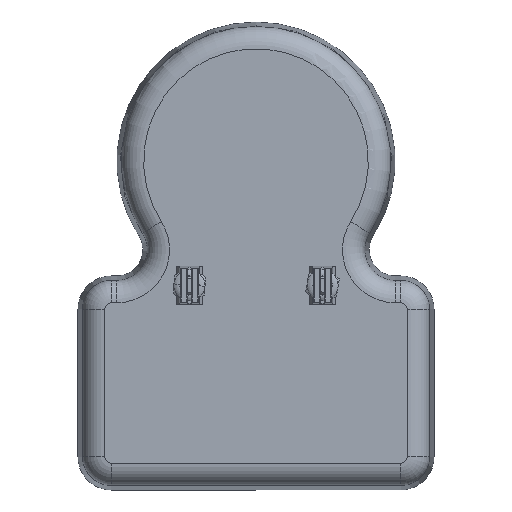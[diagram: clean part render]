
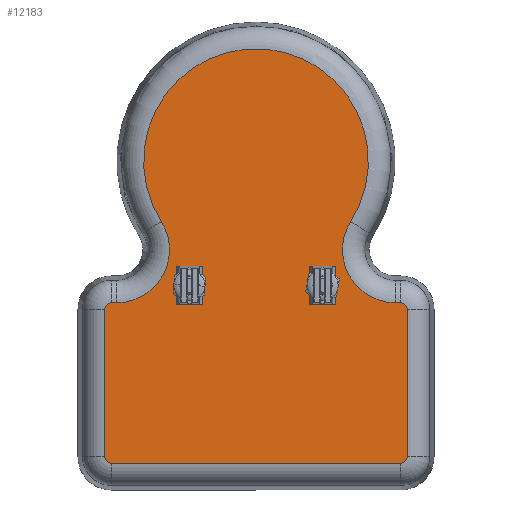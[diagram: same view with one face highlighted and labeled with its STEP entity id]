
A CAD part, front view. The second image highlights one B-rep face of the part: STEP entity #12183.
In plain terms, the highlighted planar face has unit normal (0, -1, 0).
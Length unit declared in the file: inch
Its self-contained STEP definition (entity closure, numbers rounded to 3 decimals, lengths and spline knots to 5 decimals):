
#13 = VECTOR ( 'NONE', #11758, 39.37008 ) ;
#144 = VERTEX_POINT ( 'NONE', #3884 ) ;
#175 = ORIENTED_EDGE ( 'NONE', *, *, #3450, .T. ) ;
#241 = EDGE_LOOP ( 'NONE', ( #9600, #3092 ) ) ;
#360 = EDGE_CURVE ( 'NONE', #11695, #10193, #9956, .T. ) ;
#405 = CARTESIAN_POINT ( 'NONE',  ( -2.0375, 0., -4.1625 ) ) ;
#744 = CARTESIAN_POINT ( 'NONE',  ( 2.0375, 0., -4.25541 ) ) ;
#862 = CIRCLE ( 'NONE', #16372, 0.09291 ) ;
#871 = VECTOR ( 'NONE', #6603, 39.37008 ) ;
#909 = DIRECTION ( 'NONE',  ( 0., 0., -1. ) ) ;
#1022 = PLANE ( 'NONE',  #3521 ) ;
#1126 = VERTEX_POINT ( 'NONE', #14990 ) ;
#1169 = LINE ( 'NONE', #13958, #7878 ) ;
#1251 = CIRCLE ( 'NONE', #11107, 0.74459 ) ;
#1288 = CARTESIAN_POINT ( 'NONE',  ( 0.9375, 0., -1.88 ) ) ;
#1354 = AXIS2_PLACEMENT_3D ( 'NONE', #4130, #13012, #5385 ) ;
#1658 = VERTEX_POINT ( 'NONE', #11442 ) ;
#1683 = DIRECTION ( 'NONE',  ( 0., 0., -1. ) ) ;
#1732 = EDGE_CURVE ( 'NONE', #144, #11369, #6339, .T. ) ;
#1835 = CIRCLE ( 'NONE', #10100, 0.13 ) ;
#2013 = CARTESIAN_POINT ( 'NONE',  ( -2.0375, 0., -4.25541 ) ) ;
#2108 = CARTESIAN_POINT ( 'NONE',  ( 2.0375, 0., -4.25541 ) ) ;
#2254 = DIRECTION ( 'NONE',  ( 0., 0., 1. ) ) ;
#2299 = DIRECTION ( 'NONE',  ( 0., 0., -1. ) ) ;
#2565 = DIRECTION ( 'NONE',  ( 0., -1., 0. ) ) ;
#2568 = ORIENTED_EDGE ( 'NONE', *, *, #6882, .T. ) ;
#2886 = DIRECTION ( 'NONE',  ( 0., 0., -1. ) ) ;
#2894 = CARTESIAN_POINT ( 'NONE',  ( -0.9375, 0., -1.75 ) ) ;
#3029 = VECTOR ( 'NONE', #13784, 39.37008 ) ;
#3040 = VERTEX_POINT ( 'NONE', #4510 ) ;
#3092 = ORIENTED_EDGE ( 'NONE', *, *, #3677, .T. ) ;
#3450 = EDGE_CURVE ( 'NONE', #5179, #15198, #8384, .T. ) ;
#3506 = ORIENTED_EDGE ( 'NONE', *, *, #360, .T. ) ;
#3516 = CARTESIAN_POINT ( 'NONE',  ( 0.9375, 0., -1.75 ) ) ;
#3521 = AXIS2_PLACEMENT_3D ( 'NONE', #13670, #9898, #2299 ) ;
#3523 = EDGE_CURVE ( 'NONE', #6203, #5573, #862, .T. ) ;
#3637 = CARTESIAN_POINT ( 'NONE',  ( 2.0375, 0., -1.99459 ) ) ;
#3677 = EDGE_CURVE ( 'NONE', #1658, #5640, #1835, .T. ) ;
#3748 = CARTESIAN_POINT ( 'NONE',  ( -2.0375, 0., -1.99459 ) ) ;
#3779 = CARTESIAN_POINT ( 'NONE',  ( -0.9375, 0., -1.75 ) ) ;
#3884 = CARTESIAN_POINT ( 'NONE',  ( 0.9375, 0., -1.62 ) ) ;
#4053 = EDGE_LOOP ( 'NONE', ( #2568, #13808, #8334, #15994, #10770, #14270, #13714, #175, #6676, #14570, #3506, #13437 ) ) ;
#4130 = CARTESIAN_POINT ( 'NONE',  ( 0.9375, 0., -1.75 ) ) ;
#4153 = CARTESIAN_POINT ( 'NONE',  ( 1.96261, 0., -1.99459 ) ) ;
#4220 = LINE ( 'NONE', #9132, #871 ) ;
#4275 = DIRECTION ( 'NONE',  ( 0., 1., 0. ) ) ;
#4510 = CARTESIAN_POINT ( 'NONE',  ( -1.96261, 0., -1.99459 ) ) ;
#4533 = CIRCLE ( 'NONE', #1354, 0.13 ) ;
#4709 = CARTESIAN_POINT ( 'NONE',  ( -0.9375, 0., -1.62 ) ) ;
#4891 = CARTESIAN_POINT ( 'NONE',  ( 2.13041, 0., -2.0875 ) ) ;
#5048 = AXIS2_PLACEMENT_3D ( 'NONE', #14305, #6654, #15591 ) ;
#5054 = EDGE_CURVE ( 'NONE', #16109, #5179, #1251, .T. ) ;
#5056 = DIRECTION ( 'NONE',  ( 0., 0., 1. ) ) ;
#5179 = VERTEX_POINT ( 'NONE', #7077 ) ;
#5236 = FACE_BOUND ( 'NONE', #12499, .T. ) ;
#5385 = DIRECTION ( 'NONE',  ( 0., 0., 1. ) ) ;
#5573 = VERTEX_POINT ( 'NONE', #14714 ) ;
#5640 = VERTEX_POINT ( 'NONE', #4709 ) ;
#5779 = DIRECTION ( 'NONE',  ( 0., -1., 0. ) ) ;
#5949 = EDGE_CURVE ( 'NONE', #15198, #3040, #12919, .T. ) ;
#6203 = VERTEX_POINT ( 'NONE', #2108 ) ;
#6318 = DIRECTION ( 'NONE',  ( 0., 0., -1. ) ) ;
#6339 = CIRCLE ( 'NONE', #6828, 0.13 ) ;
#6353 = CIRCLE ( 'NONE', #6618, 0.09291 ) ;
#6377 = VERTEX_POINT ( 'NONE', #3637 ) ;
#6603 = DIRECTION ( 'NONE',  ( -1., 0., 0. ) ) ;
#6618 = AXIS2_PLACEMENT_3D ( 'NONE', #405, #9283, #1683 ) ;
#6654 = DIRECTION ( 'NONE',  ( 0., 1., 0. ) ) ;
#6676 = ORIENTED_EDGE ( 'NONE', *, *, #5949, .T. ) ;
#6828 = AXIS2_PLACEMENT_3D ( 'NONE', #3516, #11122, #2254 ) ;
#6882 = EDGE_CURVE ( 'NONE', #8177, #9460, #6353, .T. ) ;
#7077 = CARTESIAN_POINT ( 'NONE',  ( 1.33458, 0., -0.85 ) ) ;
#7083 = EDGE_CURVE ( 'NONE', #9460, #6203, #10733, .T. ) ;
#7330 = VECTOR ( 'NONE', #12112, 39.37008 ) ;
#7492 = EDGE_CURVE ( 'NONE', #6377, #16109, #13915, .T. ) ;
#7520 = CIRCLE ( 'NONE', #13340, 0.13 ) ;
#7534 = CARTESIAN_POINT ( 'NONE',  ( 2.0375, 0., -4.1625 ) ) ;
#7878 = VECTOR ( 'NONE', #6318, 39.37008 ) ;
#8177 = VERTEX_POINT ( 'NONE', #14987 ) ;
#8334 = ORIENTED_EDGE ( 'NONE', *, *, #3523, .T. ) ;
#8384 = CIRCLE ( 'NONE', #11251, 1.58228 ) ;
#8490 = DIRECTION ( 'NONE',  ( 0., -1., 0. ) ) ;
#8517 = EDGE_CURVE ( 'NONE', #11369, #144, #4533, .T. ) ;
#8585 = ORIENTED_EDGE ( 'NONE', *, *, #8517, .T. ) ;
#9111 = EDGE_CURVE ( 'NONE', #10193, #8177, #1169, .T. ) ;
#9132 = CARTESIAN_POINT ( 'NONE',  ( -2.0375, 0., -1.99459 ) ) ;
#9283 = DIRECTION ( 'NONE',  ( 0., -1., 0. ) ) ;
#9439 = CIRCLE ( 'NONE', #10127, 0.09291 ) ;
#9460 = VERTEX_POINT ( 'NONE', #2013 ) ;
#9600 = ORIENTED_EDGE ( 'NONE', *, *, #16334, .T. ) ;
#9898 = DIRECTION ( 'NONE',  ( 0., -1., 0. ) ) ;
#9956 = CIRCLE ( 'NONE', #11838, 0.09291 ) ;
#10100 = AXIS2_PLACEMENT_3D ( 'NONE', #2894, #15869, #10652 ) ;
#10127 = AXIS2_PLACEMENT_3D ( 'NONE', #13421, #5779, #14694 ) ;
#10193 = VERTEX_POINT ( 'NONE', #12938 ) ;
#10197 = LINE ( 'NONE', #4891, #3029 ) ;
#10592 = CARTESIAN_POINT ( 'NONE',  ( 0., 0., 0. ) ) ;
#10652 = DIRECTION ( 'NONE',  ( 0., 0., 1. ) ) ;
#10722 = CARTESIAN_POINT ( 'NONE',  ( 1.96261, 0., -1.99459 ) ) ;
#10733 = LINE ( 'NONE', #744, #7330 ) ;
#10770 = ORIENTED_EDGE ( 'NONE', *, *, #11488, .T. ) ;
#11107 = AXIS2_PLACEMENT_3D ( 'NONE', #11880, #4275, #13165 ) ;
#11122 = DIRECTION ( 'NONE',  ( 0., 1., 0. ) ) ;
#11251 = AXIS2_PLACEMENT_3D ( 'NONE', #10592, #16282, #15393 ) ;
#11369 = VERTEX_POINT ( 'NONE', #1288 ) ;
#11442 = CARTESIAN_POINT ( 'NONE',  ( -0.9375, 0., -1.88 ) ) ;
#11488 = EDGE_CURVE ( 'NONE', #1126, #6377, #9439, .T. ) ;
#11695 = VERTEX_POINT ( 'NONE', #3748 ) ;
#11758 = DIRECTION ( 'NONE',  ( -1., 0., 0. ) ) ;
#11838 = AXIS2_PLACEMENT_3D ( 'NONE', #16115, #8490, #909 ) ;
#11880 = CARTESIAN_POINT ( 'NONE',  ( 1.96261, 0., -1.25 ) ) ;
#11999 = FACE_BOUND ( 'NONE', #241, .T. ) ;
#12112 = DIRECTION ( 'NONE',  ( 1., 0., 0. ) ) ;
#12183 = ADVANCED_FACE ( 'NONE', ( #11999, #5236, #12416 ), #1022, .T. ) ;
#12416 = FACE_OUTER_BOUND ( 'NONE', #4053, .T. ) ;
#12438 = CARTESIAN_POINT ( 'NONE',  ( -1.33458, 0., -0.85 ) ) ;
#12499 = EDGE_LOOP ( 'NONE', ( #15236, #8585 ) ) ;
#12658 = DIRECTION ( 'NONE',  ( 0., 1., 0. ) ) ;
#12919 = CIRCLE ( 'NONE', #5048, 0.74459 ) ;
#12938 = CARTESIAN_POINT ( 'NONE',  ( -2.13041, 0., -2.0875 ) ) ;
#13012 = DIRECTION ( 'NONE',  ( 0., 1., 0. ) ) ;
#13069 = EDGE_CURVE ( 'NONE', #3040, #11695, #4220, .T. ) ;
#13165 = DIRECTION ( 'NONE',  ( 0., 0., -1. ) ) ;
#13340 = AXIS2_PLACEMENT_3D ( 'NONE', #3779, #12658, #5056 ) ;
#13421 = CARTESIAN_POINT ( 'NONE',  ( 2.0375, 0., -2.0875 ) ) ;
#13437 = ORIENTED_EDGE ( 'NONE', *, *, #9111, .T. ) ;
#13670 = CARTESIAN_POINT ( 'NONE',  ( 2.0375, 0., -4.1625 ) ) ;
#13714 = ORIENTED_EDGE ( 'NONE', *, *, #5054, .T. ) ;
#13784 = DIRECTION ( 'NONE',  ( 0., 0., 1. ) ) ;
#13808 = ORIENTED_EDGE ( 'NONE', *, *, #7083, .T. ) ;
#13915 = LINE ( 'NONE', #4153, #13 ) ;
#13958 = CARTESIAN_POINT ( 'NONE',  ( -2.13041, 0., -4.1625 ) ) ;
#14270 = ORIENTED_EDGE ( 'NONE', *, *, #7492, .T. ) ;
#14305 = CARTESIAN_POINT ( 'NONE',  ( -1.96261, 0., -1.25 ) ) ;
#14570 = ORIENTED_EDGE ( 'NONE', *, *, #13069, .T. ) ;
#14688 = EDGE_CURVE ( 'NONE', #5573, #1126, #10197, .T. ) ;
#14694 = DIRECTION ( 'NONE',  ( 0., 0., -1. ) ) ;
#14714 = CARTESIAN_POINT ( 'NONE',  ( 2.13041, 0., -4.1625 ) ) ;
#14987 = CARTESIAN_POINT ( 'NONE',  ( -2.13041, 0., -4.1625 ) ) ;
#14990 = CARTESIAN_POINT ( 'NONE',  ( 2.13041, 0., -2.0875 ) ) ;
#15198 = VERTEX_POINT ( 'NONE', #12438 ) ;
#15236 = ORIENTED_EDGE ( 'NONE', *, *, #1732, .T. ) ;
#15393 = DIRECTION ( 'NONE',  ( 0., 0., -1. ) ) ;
#15591 = DIRECTION ( 'NONE',  ( 0., 0., -1. ) ) ;
#15869 = DIRECTION ( 'NONE',  ( 0., 1., 0. ) ) ;
#15994 = ORIENTED_EDGE ( 'NONE', *, *, #14688, .T. ) ;
#16109 = VERTEX_POINT ( 'NONE', #10722 ) ;
#16115 = CARTESIAN_POINT ( 'NONE',  ( -2.0375, 0., -2.0875 ) ) ;
#16282 = DIRECTION ( 'NONE',  ( 0., -1., 0. ) ) ;
#16334 = EDGE_CURVE ( 'NONE', #5640, #1658, #7520, .T. ) ;
#16372 = AXIS2_PLACEMENT_3D ( 'NONE', #7534, #2565, #2886 ) ;
